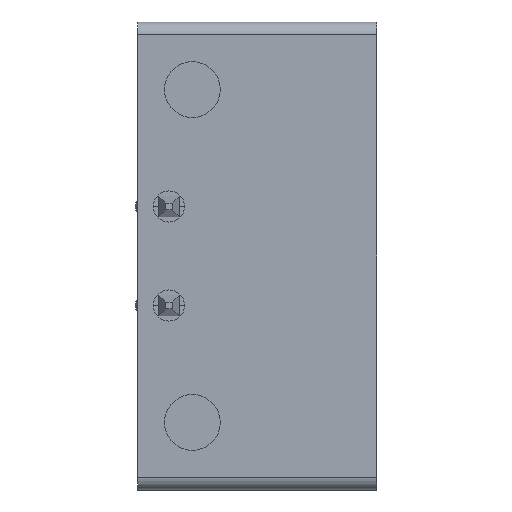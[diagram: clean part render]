
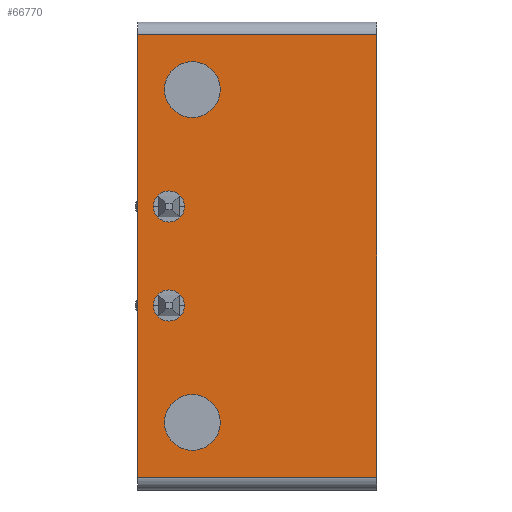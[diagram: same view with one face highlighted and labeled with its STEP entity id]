
A CAD part, front view. The second image highlights one B-rep face of the part: STEP entity #66770.
In plain terms, the highlighted planar face has unit normal (0, -1, 0).
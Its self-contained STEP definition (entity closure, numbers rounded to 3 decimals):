
#5600=CARTESIAN_POINT('',(2.1,0.,
5.573));
#5610=VERTEX_POINT('',#5600);
#5640=CARTESIAN_POINT('',(2.1,0.,4.5));
#5650=DIRECTION('',(0.,-1.,0.));
#5660=DIRECTION('',(0.,0.,1.));
#5670=AXIS2_PLACEMENT_3D('',#5640,#5650,#5660);
#5680=CIRCLE('',#5670,1.073);
#5690=CARTESIAN_POINT('',(2.1,0.,
3.427));
#5700=VERTEX_POINT('',#5690);
#5710=EDGE_CURVE('',#5700,#5610,#5680,.T.);
#6780=EDGE_CURVE('',#5610,#5700,#5680,.T.);
#9900=CARTESIAN_POINT('',(0.6,0.,
0.));
#9910=VERTEX_POINT('',#9900);
#9940=CARTESIAN_POINT('',(1.2,0.,0.));
#9950=DIRECTION('',(0.,-1.,0.));
#9960=DIRECTION('',(1.,0.,0.));
#9970=AXIS2_PLACEMENT_3D('',#9940,#9950,#9960);
#9980=CIRCLE('',#9970,0.6);
#9990=CARTESIAN_POINT('',(1.8,0.,0.));
#10000=VERTEX_POINT('',#9990);
#10010=EDGE_CURVE('',#10000,#9910,#9980,.T.);
#18720=CARTESIAN_POINT('',(9.2,0.,6.6));
#18730=VERTEX_POINT('',#18720);
#18780=CARTESIAN_POINT('',(0.,0.,
6.6));
#18790=DIRECTION('',(-1.,0.,0.));
#18800=VECTOR('',#18790,1.);
#18810=LINE('',#18780,#18800);
#18820=CARTESIAN_POINT('',(0.,0.,
6.6));
#18830=VERTEX_POINT('',#18820);
#18840=EDGE_CURVE('',#18730,#18830,#18810,.T.);
#44020=CARTESIAN_POINT('',(9.2,0.,-10.41
));
#44030=VERTEX_POINT('',#44020);
#44060=CARTESIAN_POINT('',(9.2,0.,0.));
#44070=DIRECTION('',(0.,0.,1.));
#44080=VECTOR('',#44070,1.);
#44090=LINE('',#44060,#44080);
#44100=EDGE_CURVE('',#44030,#18730,#44090,.T.);
#46990=CARTESIAN_POINT('',(0.6,0.,-3.81)
);
#47000=VERTEX_POINT('',#46990);
#47080=CARTESIAN_POINT('',(1.8,0.,-3.81)
);
#47090=VERTEX_POINT('',#47080);
#47120=CARTESIAN_POINT('',(1.2,0.,-3.81))
;
#47130=DIRECTION('',(0.,-1.,0.));
#47140=DIRECTION('',(1.,0.,0.));
#47150=AXIS2_PLACEMENT_3D('',#47120,#47130,#47140);
#47160=CIRCLE('',#47150,0.6);
#47170=EDGE_CURVE('',#47000,#47090,#47160,.T.);
#47400=CARTESIAN_POINT('',(0.,0.,0.));
#47410=DIRECTION('',(0.,0.,1.));
#47420=VECTOR('',#47410,1.);
#47430=LINE('',#47400,#47420);
#47440=CARTESIAN_POINT('',(0.,0.,-10.41));
#47450=VERTEX_POINT('',#47440);
#47460=EDGE_CURVE('',#47450,#18830,#47430,.T.);
#66190=CARTESIAN_POINT('',(0.,0.,
-10.41));
#66200=DIRECTION('',(-1.,0.,0.));
#66210=VECTOR('',#66200,1.);
#66220=LINE('',#66190,#66210);
#66230=EDGE_CURVE('',#44030,#47450,#66220,.T.);
#66370=CARTESIAN_POINT('',(3.1,0.,0.));
#66380=DIRECTION('',(0.,-1.,0.));
#66390=DIRECTION('',(-1.,0.,0.));
#66400=AXIS2_PLACEMENT_3D('',#66370,#66380,#66390);
#66410=PLANE('',#66400);
#66420=EDGE_CURVE('',#9910,#10000,#9980,.T.);
#66430=ORIENTED_EDGE('',*,*,#66420,.F.);
#66440=ORIENTED_EDGE('',*,*,#10010,.F.);
#66450=EDGE_LOOP('',(#66440,#66430));
#66460=FACE_BOUND('',#66450,.T.);
#66470=ORIENTED_EDGE('',*,*,#6780,.F.);
#66480=ORIENTED_EDGE('',*,*,#5710,.F.);
#66490=EDGE_LOOP('',(#66480,#66470));
#66500=FACE_BOUND('',#66490,.T.);
#66510=CARTESIAN_POINT('',(2.1,0.,-8.31)
);
#66520=DIRECTION('',(0.,1.,0.));
#66530=DIRECTION('',(0.,0.,-1.));
#66540=AXIS2_PLACEMENT_3D('',#66510,#66520,#66530);
#66550=CIRCLE('',#66540,1.073);
#66560=CARTESIAN_POINT('',(2.1,0.,
-9.383));
#66570=VERTEX_POINT('',#66560);
#66580=CARTESIAN_POINT('',(2.1,0.,
-7.237));
#66590=VERTEX_POINT('',#66580);
#66600=EDGE_CURVE('',#66570,#66590,#66550,.T.);
#66610=ORIENTED_EDGE('',*,*,#66600,.T.);
#66620=EDGE_CURVE('',#66590,#66570,#66550,.T.);
#66630=ORIENTED_EDGE('',*,*,#66620,.T.);
#66640=EDGE_LOOP('',(#66630,#66610));
#66650=FACE_BOUND('',#66640,.T.);
#66660=ORIENTED_EDGE('',*,*,#18840,.T.);
#66670=ORIENTED_EDGE('',*,*,#44100,.T.);
#66680=ORIENTED_EDGE('',*,*,#66230,.F.);
#66690=ORIENTED_EDGE('',*,*,#47460,.F.);
#66700=EDGE_LOOP('',(#66690,#66680,#66670,#66660));
#66710=FACE_OUTER_BOUND('',#66700,.T.);
#66720=EDGE_CURVE('',#47090,#47000,#47160,.T.);
#66730=ORIENTED_EDGE('',*,*,#66720,.F.);
#66740=ORIENTED_EDGE('',*,*,#47170,.F.);
#66750=EDGE_LOOP('',(#66740,#66730));
#66760=FACE_BOUND('',#66750,.T.);
#66770=ADVANCED_FACE('',(#66460,#66500,#66650,#66710,#66760),#66410,.T.)
;
